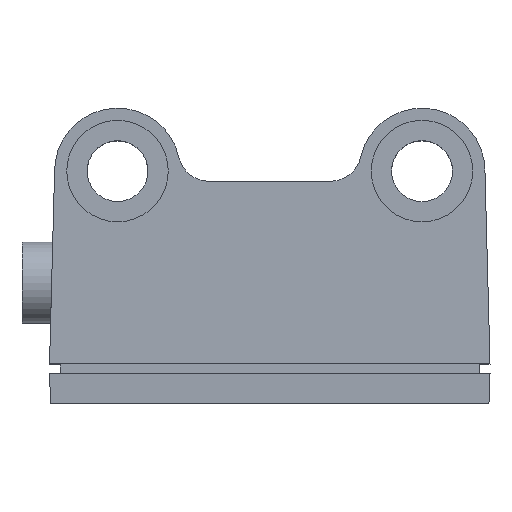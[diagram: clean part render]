
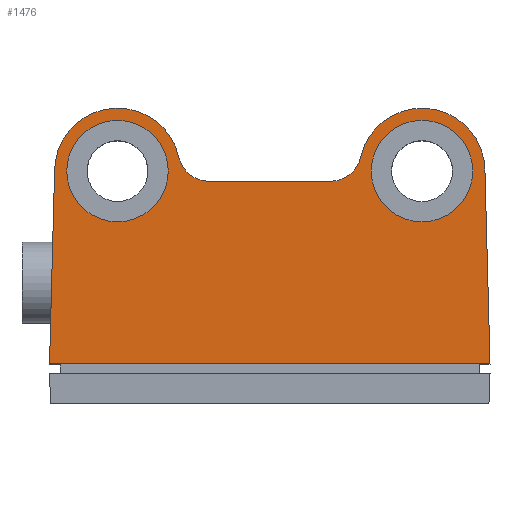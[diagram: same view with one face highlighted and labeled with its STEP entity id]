
A CAD part, top view. The second image highlights one B-rep face of the part: STEP entity #1476.
In plain terms, the highlighted planar face has unit normal (0, 0, 1).
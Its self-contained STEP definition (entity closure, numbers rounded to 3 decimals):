
#625=LINE('',#5899,#1051);
#630=LINE('',#5927,#1056);
#631=LINE('',#5929,#1057);
#632=LINE('',#5935,#1058);
#1051=VECTOR('',#4835,1.);
#1056=VECTOR('',#4862,1.);
#1057=VECTOR('',#4863,1.);
#1058=VECTOR('',#4868,1.);
#1279=PLANE('',#4017);
#1476=ADVANCED_FACE('',(#1630,#1631,#1632),#1279,.T.);
#1630=FACE_BOUND('',#1872,.T.);
#1631=FACE_BOUND('',#1873,.T.);
#1632=FACE_BOUND('',#1874,.T.);
#1872=EDGE_LOOP('',(#2708));
#1873=EDGE_LOOP('',(#2709));
#1874=EDGE_LOOP('',(#2710,#2711,#2712,#2713,#2714,#2715,#2716,#2717));
#2708=ORIENTED_EDGE('',*,*,#3663,.F.);
#2709=ORIENTED_EDGE('',*,*,#3664,.T.);
#2710=ORIENTED_EDGE('',*,*,#3651,.F.);
#2711=ORIENTED_EDGE('',*,*,#3665,.F.);
#2712=ORIENTED_EDGE('',*,*,#3666,.F.);
#2713=ORIENTED_EDGE('',*,*,#3667,.F.);
#2714=ORIENTED_EDGE('',*,*,#3668,.F.);
#2715=ORIENTED_EDGE('',*,*,#3669,.F.);
#2716=ORIENTED_EDGE('',*,*,#3670,.F.);
#2717=ORIENTED_EDGE('',*,*,#3671,.F.);
#3201=VERTEX_POINT('',#5898);
#3202=VERTEX_POINT('',#5900);
#3212=VERTEX_POINT('',#5924);
#3213=VERTEX_POINT('',#5926);
#3214=VERTEX_POINT('',#5928);
#3215=VERTEX_POINT('',#5930);
#3216=VERTEX_POINT('',#5932);
#3217=VERTEX_POINT('',#5934);
#3218=VERTEX_POINT('',#5936);
#3219=VERTEX_POINT('',#5938);
#3651=EDGE_CURVE('',#3201,#3202,#625,.T.);
#3663=EDGE_CURVE('',#3212,#3212,#3787,.T.);
#3664=EDGE_CURVE('',#3213,#3213,#3788,.T.);
#3665=EDGE_CURVE('',#3214,#3201,#630,.T.);
#3666=EDGE_CURVE('',#3215,#3214,#631,.T.);
#3667=EDGE_CURVE('',#3216,#3215,#3789,.T.);
#3668=EDGE_CURVE('',#3217,#3216,#3790,.T.);
#3669=EDGE_CURVE('',#3218,#3217,#632,.T.);
#3670=EDGE_CURVE('',#3219,#3218,#3791,.T.);
#3671=EDGE_CURVE('',#3202,#3219,#3792,.T.);
#3787=CIRCLE('',#4011,2.5);
#3788=CIRCLE('',#4012,2.5);
#3789=CIRCLE('',#4013,3.1);
#3790=CIRCLE('',#4014,1.5);
#3791=CIRCLE('',#4015,1.5);
#3792=CIRCLE('',#4016,3.1);
#4011=AXIS2_PLACEMENT_3D('',#5923,#4858,#4859);
#4012=AXIS2_PLACEMENT_3D('',#5925,#4860,#4861);
#4013=AXIS2_PLACEMENT_3D('',#5931,#4864,#4865);
#4014=AXIS2_PLACEMENT_3D('',#5933,#4866,#4867);
#4015=AXIS2_PLACEMENT_3D('',#5937,#4869,#4870);
#4016=AXIS2_PLACEMENT_3D('',#5939,#4871,#4872);
#4017=AXIS2_PLACEMENT_3D('',#5940,#4873,#4874);
#4835=DIRECTION('',(0.026,1.,0.));
#4858=DIRECTION('',(0.,0.,1.));
#4859=DIRECTION('',(1.,0.,0.));
#4860=DIRECTION('',(0.,0.,-1.));
#4861=DIRECTION('',(1.,0.,0.));
#4862=DIRECTION('',(-1.,0.,0.));
#4863=DIRECTION('',(0.026,-1.,0.));
#4864=DIRECTION('',(0.,0.,-1.));
#4865=DIRECTION('',(1.,0.,0.));
#4866=DIRECTION('',(0.,0.,1.));
#4867=DIRECTION('',(1.,0.,0.));
#4868=DIRECTION('',(1.,0.,0.));
#4869=DIRECTION('',(0.,0.,1.));
#4870=DIRECTION('',(1.,0.,0.));
#4871=DIRECTION('',(0.,0.,-1.));
#4872=DIRECTION('',(1.,0.,0.));
#4873=DIRECTION('',(0.,0.,1.));
#4874=DIRECTION('',(1.,0.,0.));
#5898=CARTESIAN_POINT('',(-10.849,-6.3,0.));
#5899=CARTESIAN_POINT('',(-10.849,-6.3,0.));
#5900=CARTESIAN_POINT('',(-10.6,3.2,0.));
#5923=CARTESIAN_POINT('',(-7.5,3.2,0.));
#5924=CARTESIAN_POINT('',(-5.,3.2,0.));
#5925=CARTESIAN_POINT('',(7.5,3.2,0.));
#5926=CARTESIAN_POINT('',(10.,3.2,0.));
#5927=CARTESIAN_POINT('',(10.849,-6.3,0.));
#5928=CARTESIAN_POINT('',(10.849,-6.3,0.));
#5929=CARTESIAN_POINT('',(10.6,3.2,0.));
#5930=CARTESIAN_POINT('',(10.6,3.2,0.));
#5931=CARTESIAN_POINT('',(7.5,3.2,0.));
#5932=CARTESIAN_POINT('',(4.474,3.874,0.));
#5933=CARTESIAN_POINT('',(3.01,4.2,0.));
#5934=CARTESIAN_POINT('',(3.01,2.7,0.));
#5935=CARTESIAN_POINT('',(-3.01,2.7,0.));
#5936=CARTESIAN_POINT('',(-3.01,2.7,0.));
#5937=CARTESIAN_POINT('',(-3.01,4.2,0.));
#5938=CARTESIAN_POINT('',(-4.474,3.874,0.));
#5939=CARTESIAN_POINT('',(-7.5,3.2,0.));
#5940=CARTESIAN_POINT('',(3.01,4.2,0.));
